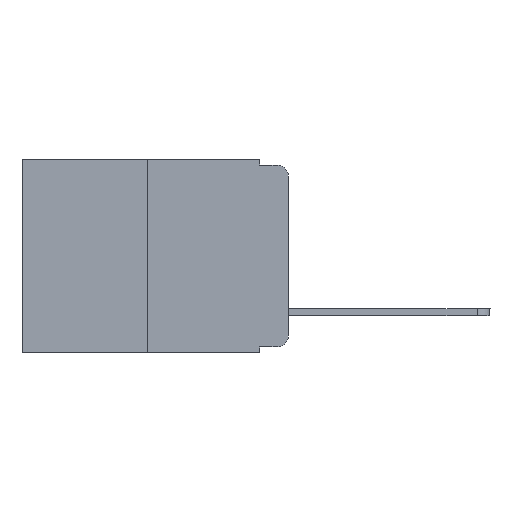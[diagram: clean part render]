
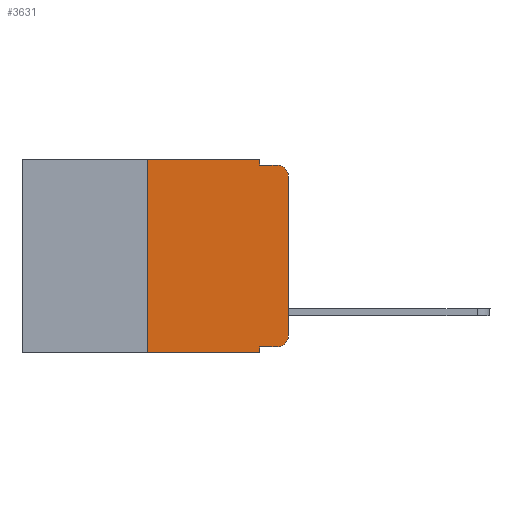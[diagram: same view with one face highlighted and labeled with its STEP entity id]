
A CAD part, left-side view. The second image highlights one B-rep face of the part: STEP entity #3631.
In plain terms, the highlighted planar face has unit normal (-1, 0, 0).
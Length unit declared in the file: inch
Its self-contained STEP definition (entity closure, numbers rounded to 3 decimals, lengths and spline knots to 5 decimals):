
#140 = EDGE_CURVE ( 'NONE', #672, #10571, #7918, .T. ) ;
#191 = DIRECTION ( 'NONE',  ( 0., -1., 0. ) ) ;
#344 = CARTESIAN_POINT ( 'NONE',  ( 0., 0., 0. ) ) ;
#642 = CARTESIAN_POINT ( 'NONE',  ( 0., 0.051, -0.01 ) ) ;
#672 = VERTEX_POINT ( 'NONE', #5004 ) ;
#787 = CARTESIAN_POINT ( 'NONE',  ( 0., 0.02, -0.333 ) ) ;
#893 = DIRECTION ( 'NONE',  ( 0., 0., -1. ) ) ;
#948 = DIRECTION ( 'NONE',  ( 1., 0., 0. ) ) ;
#1053 = DIRECTION ( 'NONE',  ( 0., 0., -1. ) ) ;
#1407 = AXIS2_PLACEMENT_3D ( 'NONE', #3506, #948, #1708 ) ;
#1546 = ORIENTED_EDGE ( 'NONE', *, *, #8391, .F. ) ;
#1673 = VERTEX_POINT ( 'NONE', #787 ) ;
#1708 = DIRECTION ( 'NONE',  ( 0., 0., -1. ) ) ;
#1808 = VECTOR ( 'NONE', #7060, 39.37008 ) ;
#1859 = EDGE_CURVE ( 'NONE', #11453, #6892, #7250, .T. ) ;
#1930 = VECTOR ( 'NONE', #7948, 39.37008 ) ;
#1987 = CARTESIAN_POINT ( 'NONE',  ( 0., 0.02, -0.313 ) ) ;
#2179 = CARTESIAN_POINT ( 'NONE',  ( 0., 0., -0.03 ) ) ;
#2463 = EDGE_CURVE ( 'NONE', #3832, #672, #10043, .T. ) ;
#2553 = CARTESIAN_POINT ( 'NONE',  ( 0., 0.473, -0.343 ) ) ;
#2658 = ORIENTED_EDGE ( 'NONE', *, *, #8582, .F. ) ;
#2660 = CARTESIAN_POINT ( 'NONE',  ( 0., 0., -0.313 ) ) ;
#2708 = DIRECTION ( 'NONE',  ( 0., 0., 1. ) ) ;
#2876 = CARTESIAN_POINT ( 'NONE',  ( 0., 0.02, -0.03 ) ) ;
#2922 = CARTESIAN_POINT ( 'NONE',  ( 0., 0.051, 0. ) ) ;
#2954 = VECTOR ( 'NONE', #2708, 39.37008 ) ;
#2999 = VECTOR ( 'NONE', #191, 39.37008 ) ;
#3177 = DIRECTION ( 'NONE',  ( 0., -1., 0. ) ) ;
#3212 = VECTOR ( 'NONE', #893, 39.37008 ) ;
#3236 = LINE ( 'NONE', #11061, #4233 ) ;
#3348 = ORIENTED_EDGE ( 'NONE', *, *, #4893, .T. ) ;
#3405 = VERTEX_POINT ( 'NONE', #2179 ) ;
#3506 = CARTESIAN_POINT ( 'NONE',  ( 0., 0.473, 0. ) ) ;
#3526 = AXIS2_PLACEMENT_3D ( 'NONE', #1987, #8998, #1053 ) ;
#3631 = ADVANCED_FACE ( 'NONE', ( #4434 ), #5369, .F. ) ;
#3832 = VERTEX_POINT ( 'NONE', #9923 ) ;
#3927 = CIRCLE ( 'NONE', #5426, 0.02 ) ;
#3964 = LINE ( 'NONE', #344, #10130 ) ;
#4233 = VECTOR ( 'NONE', #3177, 39.37008 ) ;
#4402 = LINE ( 'NONE', #2553, #1930 ) ;
#4434 = FACE_OUTER_BOUND ( 'NONE', #10067, .T. ) ;
#4610 = CARTESIAN_POINT ( 'NONE',  ( 0., 0.051, -0.333 ) ) ;
#4834 = ORIENTED_EDGE ( 'NONE', *, *, #2463, .F. ) ;
#4893 = EDGE_CURVE ( 'NONE', #5579, #3405, #3964, .T. ) ;
#5004 = CARTESIAN_POINT ( 'NONE',  ( 0., 0.051, -0.01 ) ) ;
#5105 = ORIENTED_EDGE ( 'NONE', *, *, #7804, .T. ) ;
#5369 = PLANE ( 'NONE',  #1407 ) ;
#5380 = CARTESIAN_POINT ( 'NONE',  ( 0., 0.25, 0. ) ) ;
#5426 = AXIS2_PLACEMENT_3D ( 'NONE', #2876, #9822, #8957 ) ;
#5449 = CARTESIAN_POINT ( 'NONE',  ( 0., 0.473, 0. ) ) ;
#5579 = VERTEX_POINT ( 'NONE', #2660 ) ;
#5667 = LINE ( 'NONE', #5449, #2999 ) ;
#5786 = CARTESIAN_POINT ( 'NONE',  ( 0., 0.25, -0.343 ) ) ;
#5798 = ORIENTED_EDGE ( 'NONE', *, *, #140, .F. ) ;
#5918 = CARTESIAN_POINT ( 'NONE',  ( 0., 0.25, 0. ) ) ;
#6135 = CIRCLE ( 'NONE', #3526, 0.02 ) ;
#6213 = VECTOR ( 'NONE', #7454, 39.37008 ) ;
#6296 = VERTEX_POINT ( 'NONE', #5786 ) ;
#6892 = VERTEX_POINT ( 'NONE', #10621 ) ;
#7060 = DIRECTION ( 'NONE',  ( 0., -1., 0. ) ) ;
#7081 = LINE ( 'NONE', #5380, #2954 ) ;
#7161 = EDGE_CURVE ( 'NONE', #11453, #1673, #3236, .T. ) ;
#7250 = LINE ( 'NONE', #8849, #3212 ) ;
#7319 = CARTESIAN_POINT ( 'NONE',  ( 0., 0.02, -0.01 ) ) ;
#7454 = DIRECTION ( 'NONE',  ( 0., 0., -1. ) ) ;
#7804 = EDGE_CURVE ( 'NONE', #1673, #5579, #6135, .T. ) ;
#7918 = LINE ( 'NONE', #642, #1808 ) ;
#7948 = DIRECTION ( 'NONE',  ( 0., -1., 0. ) ) ;
#8391 = EDGE_CURVE ( 'NONE', #6296, #9531, #7081, .T. ) ;
#8582 = EDGE_CURVE ( 'NONE', #9531, #3832, #5667, .T. ) ;
#8586 = EDGE_CURVE ( 'NONE', #3405, #10571, #3927, .T. ) ;
#8849 = CARTESIAN_POINT ( 'NONE',  ( 0., 0.051, 0. ) ) ;
#8957 = DIRECTION ( 'NONE',  ( 0., 0., -1. ) ) ;
#8998 = DIRECTION ( 'NONE',  ( -1., 0., 0. ) ) ;
#9166 = EDGE_CURVE ( 'NONE', #6296, #6892, #4402, .T. ) ;
#9402 = DIRECTION ( 'NONE',  ( 0., 0., 1. ) ) ;
#9531 = VERTEX_POINT ( 'NONE', #5918 ) ;
#9713 = ORIENTED_EDGE ( 'NONE', *, *, #8586, .T. ) ;
#9822 = DIRECTION ( 'NONE',  ( -1., 0., 0. ) ) ;
#9923 = CARTESIAN_POINT ( 'NONE',  ( 0., 0.051, 0. ) ) ;
#10043 = LINE ( 'NONE', #2922, #6213 ) ;
#10067 = EDGE_LOOP ( 'NONE', ( #3348, #9713, #5798, #4834, #2658, #1546, #10669, #10970, #10236, #5105 ) ) ;
#10130 = VECTOR ( 'NONE', #9402, 39.37008 ) ;
#10236 = ORIENTED_EDGE ( 'NONE', *, *, #7161, .T. ) ;
#10571 = VERTEX_POINT ( 'NONE', #7319 ) ;
#10621 = CARTESIAN_POINT ( 'NONE',  ( 0., 0.051, -0.343 ) ) ;
#10669 = ORIENTED_EDGE ( 'NONE', *, *, #9166, .T. ) ;
#10970 = ORIENTED_EDGE ( 'NONE', *, *, #1859, .F. ) ;
#11061 = CARTESIAN_POINT ( 'NONE',  ( 0., 0.051, -0.333 ) ) ;
#11453 = VERTEX_POINT ( 'NONE', #4610 ) ;
